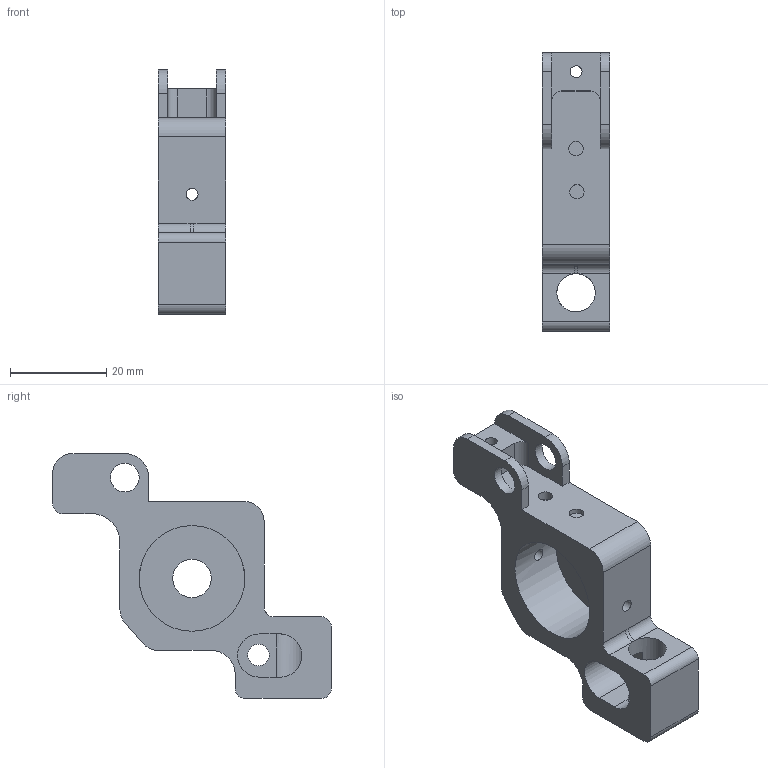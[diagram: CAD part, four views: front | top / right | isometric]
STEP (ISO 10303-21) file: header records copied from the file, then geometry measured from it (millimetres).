
FILE_DESCRIPTION(('HOOPS Exchange Step'),'2;1');
FILE_NAME('temp_export','2020-11-26T10:33:30+01:00',('mobile'),('Shapr3D Limited'),'HOOPS Exchange 2020.2','Shapr3D','Authorized');
FILE_SCHEMA( ('AP203_CONFIGURATION_CONTROLLED_3D_DESIGN_OF_MECHANICAL_PARTS_AND_ASSEMBLIES_MIM_LF') );
Length unit declared in the file: millimetre
Products named in the file (1): 83DF380C-C15A-4617-888E-E08D86434B79.tmp
Bounding box: 14 x 58 x 51 mm (x, y, z)
Volume: 12195.1 mm3; surface area: 7294.7 mm2
Topology: 1 solids, 1 shells, 63 faces, 187 edges, 127 vertices
Faces by surface type: cylinder 31, plane 30, bspline 2
Full cylindrical faces by diameter (mm): 2.5 x4, 3 x2, 4.5 x1, 6 x2, 8 x2, 22 x1
Entity records: 2981 total; most frequent: CARTESIAN_POINT 1168, DIRECTION 377, ORIENTED_EDGE 374, EDGE_CURVE 187, AXIS2_PLACEMENT_3D 137, VERTEX_POINT 127, VECTOR 103, LINE 103
